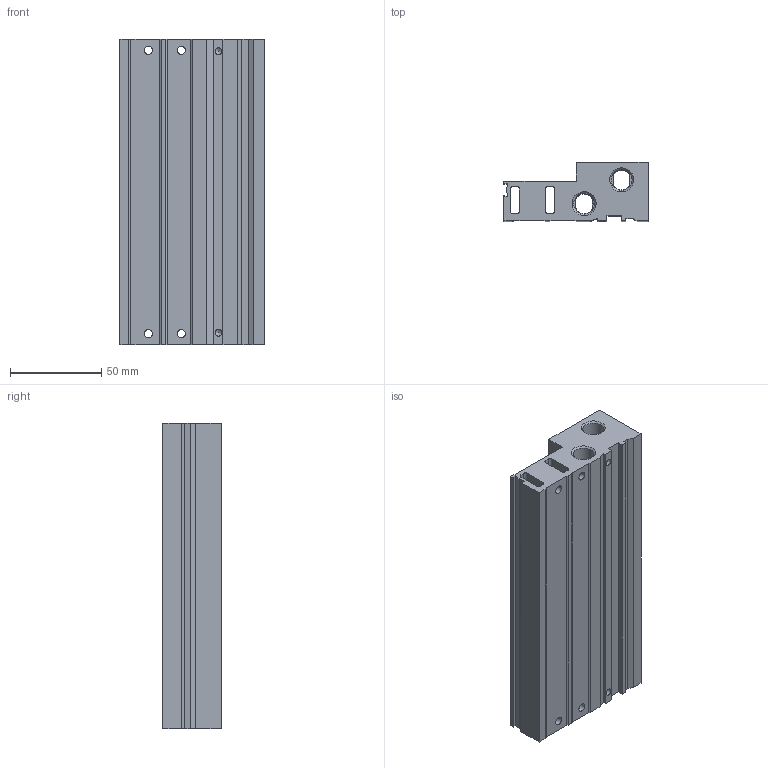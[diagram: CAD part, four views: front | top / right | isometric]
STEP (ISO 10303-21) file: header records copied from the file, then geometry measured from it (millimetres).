
FILE_DESCRIPTION(/* description */ ('STEP AP214'),/* implementation_level */ '2;1');
FILE_NAME(/* name */ '525224_MHA3-PR8-3-1_8',/* time_stamp */ '2024-09-05T12:47:35+02:00',/* author */ ('License CC BY-ND 4.0'),/* organization */ ('CADENAS'),/* preprocessor_version */ 'ST-DEVELOPER v19.3',/* originating_system */ 'PARTsolutions',/* authorisation */ ' ');
FILE_SCHEMA (('AUTOMOTIVE_DESIGN {1 0 10303 214 3 1 1}'));
Length unit declared in the file: millimetre
Products named in the file (1): 525224 MHA3-PR8-3-1/8
Bounding box: 78.9 x 32 x 167 mm (x, y, z)
Volume: 271533.4 mm3; surface area: 78524.1 mm2
Topology: 1 solids, 1 shells, 254 faces, 776 edges, 494 vertices
Faces by surface type: cylinder 104, cone 94, plane 56
Full cylindrical faces by diameter (mm): 2.459 x16, 3.7 x2, 3.95 x8, 4.5 x4, 5 x32, 8 x4, 8.566 x8, 11.445 x4
Entity records: 7429 total; most frequent: CARTESIAN_POINT 1610, DIRECTION 1196, ORIENTED_EDGE 1000, AXIS2_PLACEMENT_3D 503, EDGE_CURVE 500, FACE_BOUND 486, EDGE_LOOP 452, VERTEX_POINT 416
